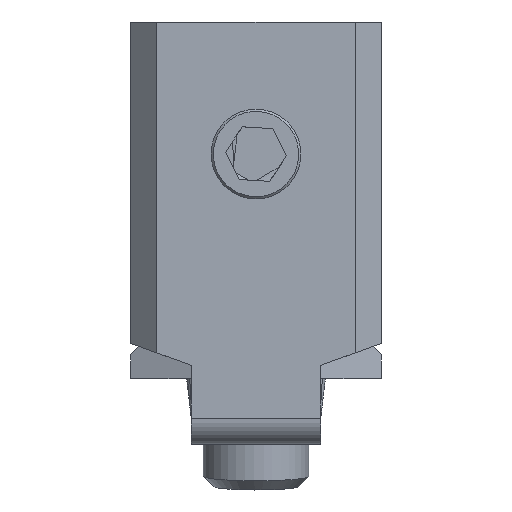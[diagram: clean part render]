
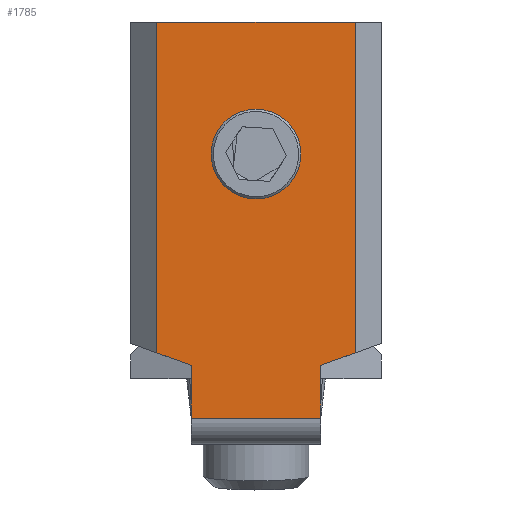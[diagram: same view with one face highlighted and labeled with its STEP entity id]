
A CAD part, front view. The second image highlights one B-rep face of the part: STEP entity #1785.
In plain terms, the highlighted planar face has unit normal (0, -1, 0).
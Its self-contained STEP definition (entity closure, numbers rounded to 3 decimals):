
#46=FACE_BOUND('',#261,.T.);
#64=PLANE('',#1949);
#160=FACE_OUTER_BOUND('',#260,.T.);
#260=EDGE_LOOP('',(#1437,#1438,#1439,#1440,#1441,#1442,#1443,#1444));
#261=EDGE_LOOP('',(#1445,#1446));
#393=LINE('',#2628,#576);
#433=LINE('',#2866,#616);
#492=LINE('',#3028,#675);
#495=LINE('',#3034,#678);
#496=LINE('',#3035,#679);
#497=LINE('',#3036,#680);
#498=LINE('',#3038,#681);
#499=LINE('',#3039,#682);
#576=VECTOR('',#2095,1000.);
#616=VECTOR('',#2141,1000.);
#675=VECTOR('',#2246,1000.);
#678=VECTOR('',#2251,1000.);
#679=VECTOR('',#2252,1000.);
#680=VECTOR('',#2253,1000.);
#681=VECTOR('',#2254,1000.);
#682=VECTOR('',#2255,1000.);
#747=CIRCLE('',#1919,3.4);
#762=CIRCLE('',#1950,3.4);
#801=VERTEX_POINT('',#2572);
#802=VERTEX_POINT('',#2573);
#817=VERTEX_POINT('',#2625);
#818=VERTEX_POINT('',#2627);
#864=VERTEX_POINT('',#2863);
#865=VERTEX_POINT('',#2865);
#908=VERTEX_POINT('',#3025);
#909=VERTEX_POINT('',#3027);
#911=VERTEX_POINT('',#3033);
#912=VERTEX_POINT('',#3037);
#978=EDGE_CURVE('',#801,#802,#747,.T.);
#994=EDGE_CURVE('',#818,#817,#393,.T.);
#1045=EDGE_CURVE('',#864,#865,#433,.T.);
#1119=EDGE_CURVE('',#909,#908,#492,.T.);
#1122=EDGE_CURVE('',#911,#908,#495,.T.);
#1123=EDGE_CURVE('',#911,#818,#496,.T.);
#1124=EDGE_CURVE('',#865,#817,#497,.T.);
#1125=EDGE_CURVE('',#864,#912,#498,.T.);
#1126=EDGE_CURVE('',#912,#909,#499,.T.);
#1127=EDGE_CURVE('',#802,#801,#762,.T.);
#1437=ORIENTED_EDGE('',*,*,#1122,.F.);
#1438=ORIENTED_EDGE('',*,*,#1123,.T.);
#1439=ORIENTED_EDGE('',*,*,#994,.T.);
#1440=ORIENTED_EDGE('',*,*,#1124,.F.);
#1441=ORIENTED_EDGE('',*,*,#1045,.F.);
#1442=ORIENTED_EDGE('',*,*,#1125,.T.);
#1443=ORIENTED_EDGE('',*,*,#1126,.T.);
#1444=ORIENTED_EDGE('',*,*,#1119,.T.);
#1445=ORIENTED_EDGE('',*,*,#1127,.T.);
#1446=ORIENTED_EDGE('',*,*,#978,.T.);
#1785=ADVANCED_FACE('',(#160,#46),#64,.F.);
#1919=AXIS2_PLACEMENT_3D('',#2574,#2077,#2078);
#1949=AXIS2_PLACEMENT_3D('',#3032,#2249,#2250);
#1950=AXIS2_PLACEMENT_3D('',#3040,#2256,#2257);
#2077=DIRECTION('center_axis',(0.,1.,0.));
#2078=DIRECTION('ref_axis',(0.,0.,1.));
#2095=DIRECTION('',(0.,0.,-1.));
#2141=DIRECTION('',(0.,0.,-1.));
#2246=DIRECTION('',(-1.,0.,0.));
#2249=DIRECTION('center_axis',(0.,1.,0.));
#2250=DIRECTION('ref_axis',(1.,0.,0.));
#2251=DIRECTION('',(0.,0.,1.));
#2252=DIRECTION('',(0.94,0.,-0.342));
#2253=DIRECTION('',(-1.,0.,0.));
#2254=DIRECTION('',(0.94,0.,0.342));
#2255=DIRECTION('',(0.,0.,1.));
#2256=DIRECTION('center_axis',(0.,1.,0.));
#2257=DIRECTION('ref_axis',(0.,0.,1.));
#2572=CARTESIAN_POINT('',(0.,0.,18.6));
#2573=CARTESIAN_POINT('',(0.,0.,25.4));
#2574=CARTESIAN_POINT('Origin',(0.,0.,22.));
#2625=CARTESIAN_POINT('',(-4.9,0.,2.));
#2627=CARTESIAN_POINT('',(-4.9,0.,6.));
#2628=CARTESIAN_POINT('',(-4.9,0.,32.));
#2863=CARTESIAN_POINT('',(4.9,0.,6.));
#2865=CARTESIAN_POINT('',(4.9,0.,2.));
#2866=CARTESIAN_POINT('',(4.9,0.,32.));
#3025=CARTESIAN_POINT('',(-7.5,0.,32.));
#3027=CARTESIAN_POINT('',(7.5,0.,32.));
#3028=CARTESIAN_POINT('',(4.9,0.,32.));
#3032=CARTESIAN_POINT('Origin',(4.9,0.,32.));
#3033=CARTESIAN_POINT('',(-7.5,0.,6.946));
#3034=CARTESIAN_POINT('',(-7.5,0.,6.));
#3035=CARTESIAN_POINT('',(-9.5,0.,7.674));
#3036=CARTESIAN_POINT('',(4.9,0.,2.));
#3037=CARTESIAN_POINT('',(7.5,0.,6.946));
#3038=CARTESIAN_POINT('',(9.5,0.,7.674));
#3039=CARTESIAN_POINT('',(7.5,0.,6.));
#3040=CARTESIAN_POINT('Origin',(0.,0.,22.));
